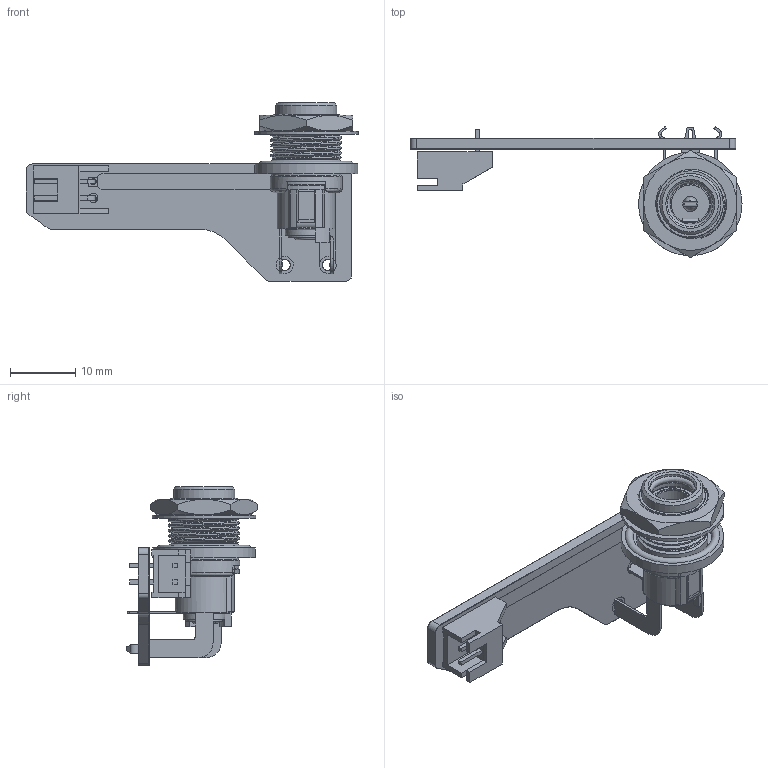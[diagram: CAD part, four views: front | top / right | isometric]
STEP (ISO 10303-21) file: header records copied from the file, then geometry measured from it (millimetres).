
FILE_DESCRIPTION(/* description */ (''),/* implementation_level */ '2;1');
FILE_NAME(/* name */ '.../GitHub/PAPRA-PCB/pcb/PapraFanBoxPCB/Papra Fan Box PCBA v0.3.step',/* time_stamp */ '2021-02-15T06:35:36-08:00',/* author */ (''),/* organization */ (''),/* preprocessor_version */ 'ST-DEVELOPER v18.1',/* originating_system */ 'Autodesk Translation Framework v9.7.1.1290',/* authorisation */ '');
FILE_SCHEMA (('AUTOMOTIVE_DESIGN { 1 0 10303 214 3 1 1 }'));
Length unit declared in the file: millimetre
Products named in the file (10): A-TET-001101-0; PapraFanBoxPCB; Board; 1-soldermask; 16-soldermask; Packages; 1-copper; 16-copper; M-JST-S2B-XH-A; L722RAS
Assembly tree (9 placements, depth 3):
  A-TET-001101-0
    PapraFanBoxPCB
      Board
      1-soldermask
      16-soldermask
      Packages
      1-copper
      16-copper
    M-JST-S2B-XH-A
    L722RAS
Bounding box: 50.94 x 20.18 x 27.4 mm (x, y, z)
Volume: 2914.2 mm3; surface area: 8892.7 mm2
Topology: 31 solids, 31 shells, 928 faces, 2518 edges, 1664 vertices
Faces by surface type: plane 670, cylinder 219, cone 26, torus 7, bspline 6
Full cylindrical faces by diameter (mm): 0.83 x14, 0.9 x4, 1.632 x14, 1.683 x7, 1.702 x4, 1.753 x2, 5.842 x1, 6.015 x1, 6.203 x1, 6.401 x1, 6.985 x2, 7.052 x1, 8.382 x1, 8.89 x1, 9.398 x1, 10.114 x9, 10.262 x3, 10.723 x1, 10.922 x9, 11.024 x1, 11.113 x3, 11.303 x1, 14.478 x1, 15.748 x1, 15.875 x1
Entity records: 32074 total; most frequent: CARTESIAN_POINT 7882, ORIENTED_EDGE 5036, DIRECTION 4765, EDGE_CURVE 2518, LINE 1935, VECTOR 1935, VERTEX_POINT 1664, AXIS2_PLACEMENT_3D 1415
